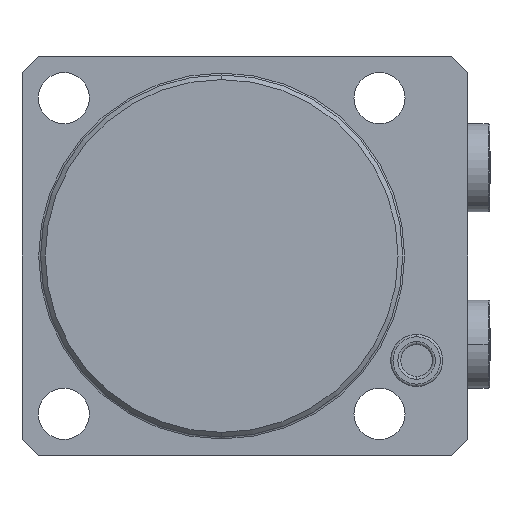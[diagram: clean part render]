
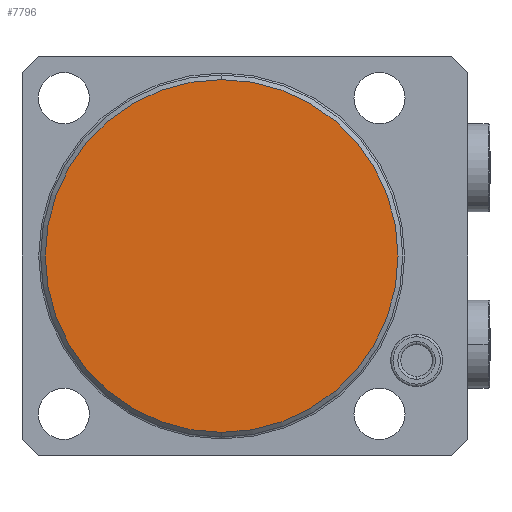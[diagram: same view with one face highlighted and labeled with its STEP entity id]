
A CAD part, front view. The second image highlights one B-rep face of the part: STEP entity #7796.
In plain terms, the highlighted planar face has unit normal (0, -1, 0).
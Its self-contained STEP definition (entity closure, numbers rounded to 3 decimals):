
#303 = ORIENTED_EDGE ( 'NONE', *, *, #2960, .T. ) ;
#304 = ORIENTED_EDGE ( 'NONE', *, *, #2560, .T. ) ;
#623 = AXIS2_PLACEMENT_3D ( 'NONE', #1988, #1987, #1986 ) ;
#741 = AXIS2_PLACEMENT_3D ( 'NONE', #7359, #7349, #7357 ) ;
#1093 = AXIS2_PLACEMENT_3D ( 'NONE', #4992, #4991, #4990 ) ;
#1986 = DIRECTION ( 'NONE',  ( 0., 0., 1. ) ) ;
#1987 = DIRECTION ( 'NONE',  ( 0., -1., 0. ) ) ;
#1988 = CARTESIAN_POINT ( 'NONE',  ( 0., -69., 0. ) ) ;
#2560 = EDGE_CURVE ( 'NONE', #5595, #5597, #4345, .T. ) ;
#2960 = EDGE_CURVE ( 'NONE', #5597, #5595, #4006, .T. ) ;
#3957 = FACE_OUTER_BOUND ( 'NONE', #6435, .T. ) ;
#4006 = CIRCLE ( 'NONE', #623, 38. ) ;
#4345 = CIRCLE ( 'NONE', #1093, 38. ) ;
#4990 = DIRECTION ( 'NONE',  ( 0., 0., 1. ) ) ;
#4991 = DIRECTION ( 'NONE',  ( 0., -1., 0. ) ) ;
#4992 = CARTESIAN_POINT ( 'NONE',  ( 0., -69., 0. ) ) ;
#5595 = VERTEX_POINT ( 'NONE', #7563 ) ;
#5597 = VERTEX_POINT ( 'NONE', #7576 ) ;
#6435 = EDGE_LOOP ( 'NONE', ( #304, #303 ) ) ;
#7349 = DIRECTION ( 'NONE',  ( 0., 1., 0. ) ) ;
#7352 = PLANE ( 'NONE',  #741 ) ;
#7357 = DIRECTION ( 'NONE',  ( 0., 0., 1. ) ) ;
#7359 = CARTESIAN_POINT ( 'NONE',  ( 0., -69., 0. ) ) ;
#7563 = CARTESIAN_POINT ( 'NONE',  ( 0., -69., 38. ) ) ;
#7576 = CARTESIAN_POINT ( 'NONE',  ( 0., -69., -38. ) ) ;
#7796 = ADVANCED_FACE ( 'NONE', ( #3957 ), #7352, .F. ) ;
